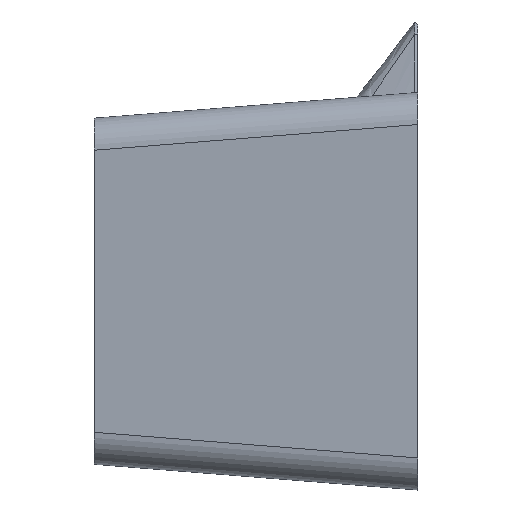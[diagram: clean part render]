
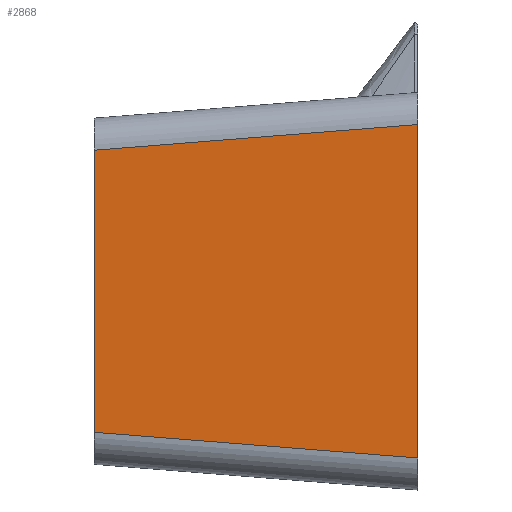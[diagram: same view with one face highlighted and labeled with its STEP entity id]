
A CAD part, left-side view. The second image highlights one B-rep face of the part: STEP entity #2868.
In plain terms, the highlighted free-form (B-spline) face has degree [1, 1] with [2, 2] control points.
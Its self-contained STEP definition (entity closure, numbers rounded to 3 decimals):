
#896 = VERTEX_POINT('',#897);
#897 = CARTESIAN_POINT('',(-25.,0.5,-32.));
#906 = EDGE_CURVE('',#896,#907,#909,.T.);
#907 = VERTEX_POINT('',#908);
#908 = CARTESIAN_POINT('',(-25.,0.5,20.));
#909 = LINE('',#910,#911);
#910 = CARTESIAN_POINT('',(-25.,0.5,-32.));
#911 = VECTOR('',#912,1.);
#912 = DIRECTION('',(0.,0.,1.));
#2495 = EDGE_CURVE('',#896,#2496,#2498,.T.);
#2496 = VERTEX_POINT('',#2497);
#2497 = CARTESIAN_POINT('',(-21.,51.,-28.));
#2498 = B_SPLINE_CURVE_WITH_KNOTS('',1,(#2499,#2500),.UNSPECIFIED.,.F.,
  .F.,(2,2),(0.,1.),.PIECEWISE_BEZIER_KNOTS.);
#2499 = CARTESIAN_POINT('',(-25.,0.5,-32.));
#2500 = CARTESIAN_POINT('',(-21.,51.,-28.));
#2837 = VERTEX_POINT('',#2838);
#2838 = CARTESIAN_POINT('',(-21.,51.,16.));
#2845 = EDGE_CURVE('',#907,#2837,#2846,.T.);
#2846 = B_SPLINE_CURVE_WITH_KNOTS('',1,(#2847,#2848),.UNSPECIFIED.,.F.,
  .F.,(2,2),(0.,1.),.PIECEWISE_BEZIER_KNOTS.);
#2847 = CARTESIAN_POINT('',(-25.,0.5,20.));
#2848 = CARTESIAN_POINT('',(-21.,51.,16.));
#2868 = ADVANCED_FACE('',(#2869),#2880,.T.);
#2869 = FACE_BOUND('',#2870,.T.);
#2870 = EDGE_LOOP('',(#2871,#2872,#2873,#2879));
#2871 = ORIENTED_EDGE('',*,*,#906,.T.);
#2872 = ORIENTED_EDGE('',*,*,#2845,.T.);
#2873 = ORIENTED_EDGE('',*,*,#2874,.F.);
#2874 = EDGE_CURVE('',#2496,#2837,#2875,.T.);
#2875 = LINE('',#2876,#2877);
#2876 = CARTESIAN_POINT('',(-21.,51.,-28.));
#2877 = VECTOR('',#2878,1.);
#2878 = DIRECTION('',(0.,0.,1.));
#2879 = ORIENTED_EDGE('',*,*,#2495,.F.);
#2880 = B_SPLINE_SURFACE_WITH_KNOTS('',1,1,(
    (#2881,#2882)
    ,(#2883,#2884
    )),.UNSPECIFIED.,.F.,.F.,.F.,(2,2),(2,2),(0.,52.),(0.,1.),
  .PIECEWISE_BEZIER_KNOTS.);
#2881 = CARTESIAN_POINT('',(-25.,0.5,-32.));
#2882 = CARTESIAN_POINT('',(-21.,51.,-28.));
#2883 = CARTESIAN_POINT('',(-25.,0.5,20.));
#2884 = CARTESIAN_POINT('',(-21.,51.,16.));
